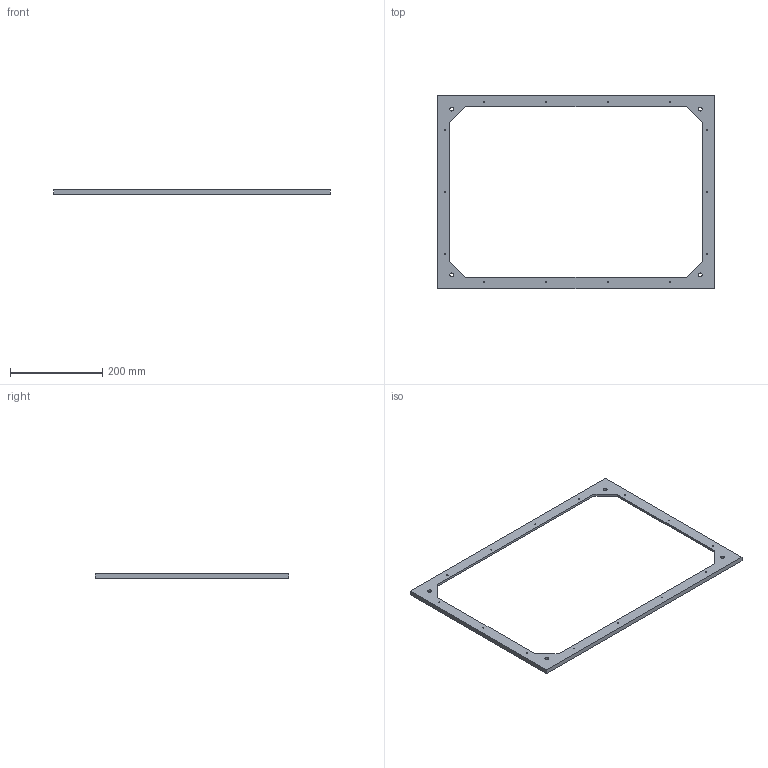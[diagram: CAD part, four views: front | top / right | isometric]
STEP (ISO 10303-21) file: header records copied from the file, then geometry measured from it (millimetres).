
FILE_DESCRIPTION (( 'STEP AP214' ), '1' );
FILE_NAME ('ReinformentPlateau.STEP', '2020-08-14T07:08:34', ( '' ), ( '' ), 'SwSTEP 2.0', 'SolidWorks 2014', '' );
FILE_SCHEMA (( 'AUTOMOTIVE_DESIGN' ));
Length unit declared in the file: millimetre
Products named in the file (1): ReinformentPlateau
Bounding box: 600 x 420 x 10 mm (x, y, z)
Volume: 298764.8 mm3; surface area: 141700.4 mm2
Topology: 1 solids, 1 shells, 61 faces, 174 edges, 116 vertices
Faces by surface type: cylinder 42, plane 19
Entity records: 2142 total; most frequent: DIRECTION 382, CARTESIAN_POINT 352, ORIENTED_EDGE 348, EDGE_CURVE 174, AXIS2_PLACEMENT_3D 146, VERTEX_POINT 116, EDGE_LOOP 100, LINE 90
